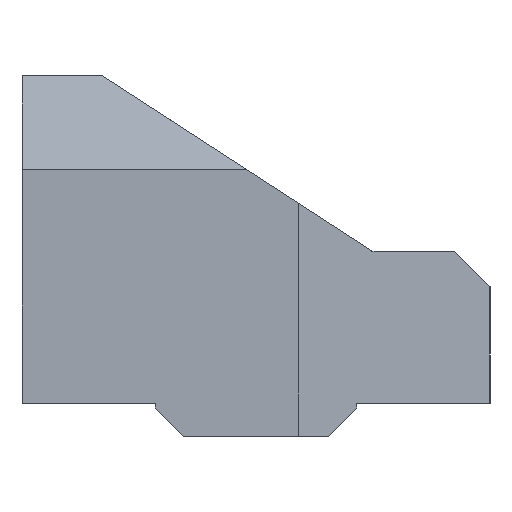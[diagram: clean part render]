
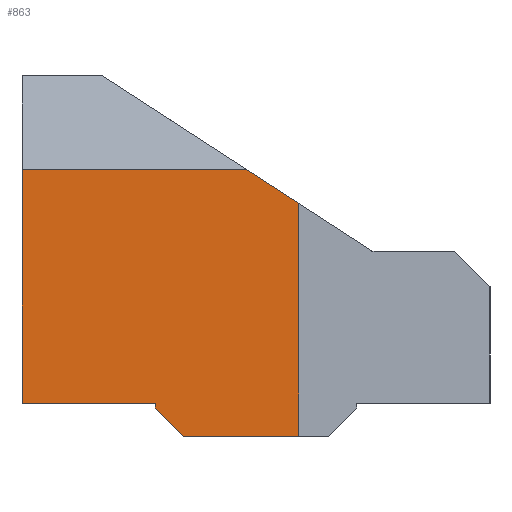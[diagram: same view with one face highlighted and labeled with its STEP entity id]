
A CAD part, left-side view. The second image highlights one B-rep face of the part: STEP entity #863.
In plain terms, the highlighted planar face has unit normal (-1, 0, 0).
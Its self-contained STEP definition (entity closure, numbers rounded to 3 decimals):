
#52=FACE_OUTER_BOUND('',#99,.T.);
#99=EDGE_LOOP('',(#654,#655,#656,#657,#658,#659,#660,#661));
#144=LINE('',#1224,#255);
#167=LINE('',#1272,#278);
#171=LINE('',#1279,#282);
#178=LINE('',#1299,#289);
#195=LINE('',#1336,#306);
#196=LINE('',#1338,#307);
#197=LINE('',#1340,#308);
#198=LINE('',#1341,#309);
#255=VECTOR('',#986,10.);
#278=VECTOR('',#1019,10.);
#282=VECTOR('',#1025,10.);
#289=VECTOR('',#1044,10.);
#306=VECTOR('',#1075,10.);
#307=VECTOR('',#1076,10.);
#308=VECTOR('',#1077,10.);
#309=VECTOR('',#1078,10.);
#364=VERTEX_POINT('',#1221);
#365=VERTEX_POINT('',#1223);
#382=VERTEX_POINT('',#1265);
#385=VERTEX_POINT('',#1270);
#387=VERTEX_POINT('',#1277);
#407=VERTEX_POINT('',#1335);
#408=VERTEX_POINT('',#1337);
#409=VERTEX_POINT('',#1339);
#446=EDGE_CURVE('',#365,#364,#144,.T.);
#470=EDGE_CURVE('',#385,#382,#167,.T.);
#474=EDGE_CURVE('',#387,#385,#171,.T.);
#484=EDGE_CURVE('',#364,#382,#178,.T.);
#503=EDGE_CURVE('',#407,#387,#195,.T.);
#504=EDGE_CURVE('',#408,#407,#196,.T.);
#505=EDGE_CURVE('',#409,#408,#197,.T.);
#506=EDGE_CURVE('',#365,#409,#198,.T.);
#654=ORIENTED_EDGE('',*,*,#470,.F.);
#655=ORIENTED_EDGE('',*,*,#474,.F.);
#656=ORIENTED_EDGE('',*,*,#503,.F.);
#657=ORIENTED_EDGE('',*,*,#504,.F.);
#658=ORIENTED_EDGE('',*,*,#505,.F.);
#659=ORIENTED_EDGE('',*,*,#506,.F.);
#660=ORIENTED_EDGE('',*,*,#446,.T.);
#661=ORIENTED_EDGE('',*,*,#484,.T.);
#822=PLANE('',#929);
#863=ADVANCED_FACE('',(#52),#822,.T.);
#929=AXIS2_PLACEMENT_3D('',#1334,#1073,#1074);
#986=DIRECTION('',(0.,0.,1.));
#1019=DIRECTION('',(0.,-1.,0.));
#1025=DIRECTION('',(0.,0.,1.));
#1044=DIRECTION('',(0.,0.839,0.544));
#1073=DIRECTION('center_axis',(-1.,0.,0.));
#1074=DIRECTION('ref_axis',(0.,1.,0.));
#1075=DIRECTION('',(0.,1.,0.));
#1076=DIRECTION('',(0.,0.,1.));
#1077=DIRECTION('',(0.,0.707,0.707));
#1078=DIRECTION('',(0.,1.,0.));
#1221=CARTESIAN_POINT('',(0.,8.175,3.556));
#1223=CARTESIAN_POINT('',(0.,8.175,-6.4));
#1224=CARTESIAN_POINT('',(0.,8.175,0.75));
#1265=CARTESIAN_POINT('',(0.,10.404,5.));
#1270=CARTESIAN_POINT('',(0.,20.,5.));
#1272=CARTESIAN_POINT('',(0.,8.125,5.));
#1277=CARTESIAN_POINT('',(0.,20.,-5.));
#1279=CARTESIAN_POINT('',(0.,20.,0.));
#1299=CARTESIAN_POINT('',(0.,6.647,2.567));
#1334=CARTESIAN_POINT('Origin',(0.,0.,0.));
#1335=CARTESIAN_POINT('',(0.,14.3,-5.));
#1336=CARTESIAN_POINT('',(0.,0.,-5.));
#1337=CARTESIAN_POINT('',(0.,14.3,-5.2));
#1338=CARTESIAN_POINT('',(0.,14.3,-5.35));
#1339=CARTESIAN_POINT('',(0.,13.1,-6.4));
#1340=CARTESIAN_POINT('',(0.,13.1,-6.4));
#1341=CARTESIAN_POINT('',(0.,11.55,-6.4));
